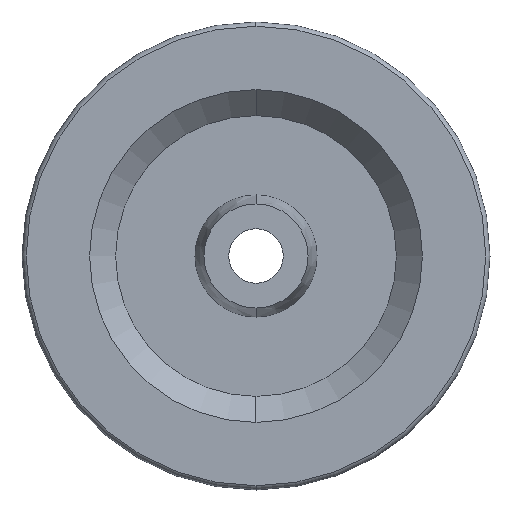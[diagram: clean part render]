
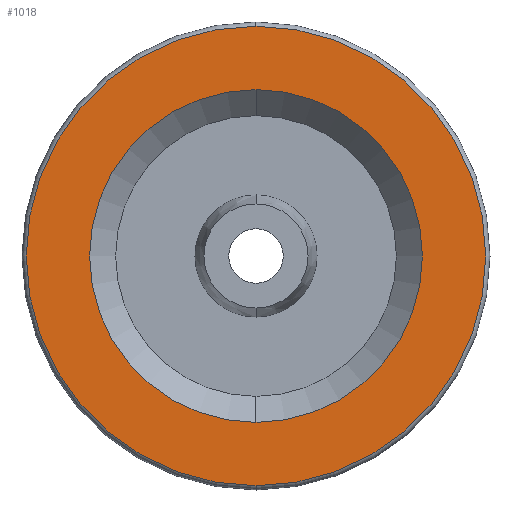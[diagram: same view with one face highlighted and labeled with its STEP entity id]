
A CAD part, left-side view. The second image highlights one B-rep face of the part: STEP entity #1018.
In plain terms, the highlighted planar face has unit normal (-1, 0, 0).
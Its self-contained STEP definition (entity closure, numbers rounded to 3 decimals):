
#64 = DIRECTION ( 'NONE',  ( 0., 0., -1. ) ) ;
#80 = CARTESIAN_POINT ( 'NONE',  ( -9., 0., 32. ) ) ;
#93 = CARTESIAN_POINT ( 'NONE',  ( -9., 0., 0. ) ) ;
#113 = EDGE_CURVE ( 'NONE', #837, #1210, #538, .T. ) ;
#222 = CIRCLE ( 'NONE', #893, 32. ) ;
#234 = FACE_OUTER_BOUND ( 'NONE', #605, .T. ) ;
#267 = VERTEX_POINT ( 'NONE', #347 ) ;
#288 = DIRECTION ( 'NONE',  ( 0., 0., -1. ) ) ;
#290 = EDGE_CURVE ( 'NONE', #798, #267, #918, .T. ) ;
#318 = AXIS2_PLACEMENT_3D ( 'NONE', #368, #752, #288 ) ;
#324 = EDGE_CURVE ( 'NONE', #1210, #837, #1096, .T. ) ;
#347 = CARTESIAN_POINT ( 'NONE',  ( -9., 0., 32. ) ) ;
#356 = DIRECTION ( 'NONE',  ( -1., 0., 0. ) ) ;
#367 = ORIENTED_EDGE ( 'NONE', *, *, #1061, .T. ) ;
#368 = CARTESIAN_POINT ( 'NONE',  ( -9., 0., 0. ) ) ;
#538 = CIRCLE ( 'NONE', #318, 44.186 ) ;
#542 = AXIS2_PLACEMENT_3D ( 'NONE', #639, #972, #64 ) ;
#605 = EDGE_LOOP ( 'NONE', ( #1062, #650 ) ) ;
#639 = CARTESIAN_POINT ( 'NONE',  ( -9., 0., 0. ) ) ;
#650 = ORIENTED_EDGE ( 'NONE', *, *, #324, .F. ) ;
#678 = DIRECTION ( 'NONE',  ( 1., 0., 0. ) ) ;
#682 = CARTESIAN_POINT ( 'NONE',  ( -9., 0., -44.186 ) ) ;
#720 = DIRECTION ( 'NONE',  ( 0., 0., -1. ) ) ;
#738 = AXIS2_PLACEMENT_3D ( 'NONE', #80, #356, #1094 ) ;
#740 = DIRECTION ( 'NONE',  ( 0., 0., -1. ) ) ;
#752 = DIRECTION ( 'NONE',  ( 1., 0., 0. ) ) ;
#798 = VERTEX_POINT ( 'NONE', #921 ) ;
#805 = FACE_BOUND ( 'NONE', #1150, .T. ) ;
#837 = VERTEX_POINT ( 'NONE', #682 ) ;
#867 = AXIS2_PLACEMENT_3D ( 'NONE', #904, #1170, #720 ) ;
#893 = AXIS2_PLACEMENT_3D ( 'NONE', #93, #678, #740 ) ;
#904 = CARTESIAN_POINT ( 'NONE',  ( -9., 0., 0. ) ) ;
#918 = CIRCLE ( 'NONE', #867, 32. ) ;
#921 = CARTESIAN_POINT ( 'NONE',  ( -9., 0., -32. ) ) ;
#957 = PLANE ( 'NONE',  #738 ) ;
#972 = DIRECTION ( 'NONE',  ( 1., 0., 0. ) ) ;
#1018 = ADVANCED_FACE ( 'NONE', ( #805, #234 ), #957, .T. ) ;
#1061 = EDGE_CURVE ( 'NONE', #267, #798, #222, .T. ) ;
#1062 = ORIENTED_EDGE ( 'NONE', *, *, #113, .F. ) ;
#1074 = ORIENTED_EDGE ( 'NONE', *, *, #290, .T. ) ;
#1094 = DIRECTION ( 'NONE',  ( 0., 0., 1. ) ) ;
#1096 = CIRCLE ( 'NONE', #542, 44.186 ) ;
#1101 = CARTESIAN_POINT ( 'NONE',  ( -9., 0., 44.186 ) ) ;
#1150 = EDGE_LOOP ( 'NONE', ( #367, #1074 ) ) ;
#1170 = DIRECTION ( 'NONE',  ( 1., 0., 0. ) ) ;
#1210 = VERTEX_POINT ( 'NONE', #1101 ) ;
